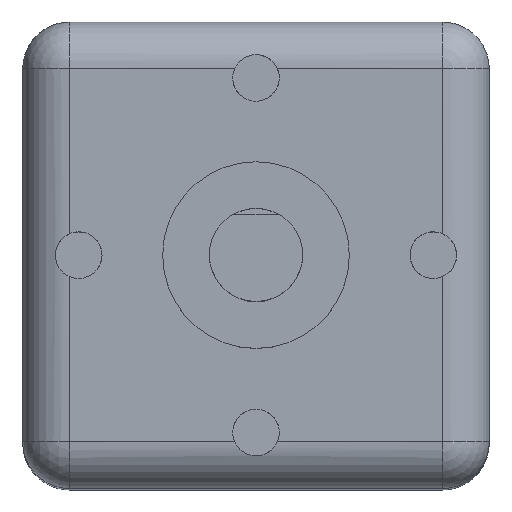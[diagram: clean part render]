
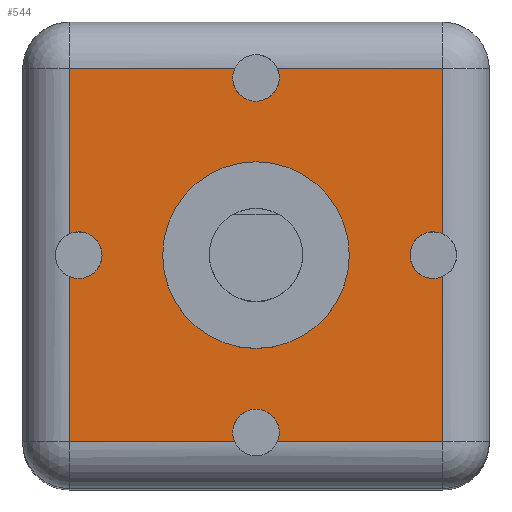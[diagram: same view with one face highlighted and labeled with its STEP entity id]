
A CAD part, top view. The second image highlights one B-rep face of the part: STEP entity #544.
In plain terms, the highlighted planar face has unit normal (0, 0, 1).
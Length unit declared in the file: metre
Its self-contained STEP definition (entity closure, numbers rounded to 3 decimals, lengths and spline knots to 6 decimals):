
#51=CIRCLE('',#599,0.0025);
#52=CIRCLE('',#600,0.0025);
#53=CIRCLE('',#601,0.0025);
#54=CIRCLE('',#602,0.0025);
#55=CIRCLE('',#603,0.01);
#109=ORIENTED_EDGE('',*,*,#261,.F.);
#110=ORIENTED_EDGE('',*,*,#262,.T.);
#111=ORIENTED_EDGE('',*,*,#263,.T.);
#112=ORIENTED_EDGE('',*,*,#264,.F.);
#113=ORIENTED_EDGE('',*,*,#265,.T.);
#114=ORIENTED_EDGE('',*,*,#266,.T.);
#115=ORIENTED_EDGE('',*,*,#267,.F.);
#116=ORIENTED_EDGE('',*,*,#268,.T.);
#117=ORIENTED_EDGE('',*,*,#269,.T.);
#118=ORIENTED_EDGE('',*,*,#270,.F.);
#119=ORIENTED_EDGE('',*,*,#271,.T.);
#120=ORIENTED_EDGE('',*,*,#272,.T.);
#121=ORIENTED_EDGE('',*,*,#273,.F.);
#261=EDGE_CURVE('',#337,#338,#51,.T.);
#262=EDGE_CURVE('',#337,#339,#381,.T.);
#263=EDGE_CURVE('',#339,#340,#382,.F.);
#264=EDGE_CURVE('',#341,#340,#52,.T.);
#265=EDGE_CURVE('',#341,#342,#383,.F.);
#266=EDGE_CURVE('',#342,#343,#384,.F.);
#267=EDGE_CURVE('',#344,#343,#53,.T.);
#268=EDGE_CURVE('',#344,#345,#385,.F.);
#269=EDGE_CURVE('',#345,#346,#386,.T.);
#270=EDGE_CURVE('',#347,#346,#54,.T.);
#271=EDGE_CURVE('',#347,#348,#387,.T.);
#272=EDGE_CURVE('',#348,#338,#388,.T.);
#273=EDGE_CURVE('',#349,#349,#55,.T.);
#337=VERTEX_POINT('',#914);
#338=VERTEX_POINT('',#915);
#339=VERTEX_POINT('',#917);
#340=VERTEX_POINT('',#919);
#341=VERTEX_POINT('',#921);
#342=VERTEX_POINT('',#923);
#343=VERTEX_POINT('',#925);
#344=VERTEX_POINT('',#927);
#345=VERTEX_POINT('',#929);
#346=VERTEX_POINT('',#931);
#347=VERTEX_POINT('',#933);
#348=VERTEX_POINT('',#935);
#349=VERTEX_POINT('',#938);
#381=LINE('',#916,#415);
#382=LINE('',#918,#416);
#383=LINE('',#922,#417);
#384=LINE('',#924,#418);
#385=LINE('',#928,#419);
#386=LINE('',#930,#420);
#387=LINE('',#934,#421);
#388=LINE('',#936,#422);
#415=VECTOR('',#708,1.);
#416=VECTOR('',#709,1.);
#417=VECTOR('',#712,1.);
#418=VECTOR('',#713,1.);
#419=VECTOR('',#716,1.);
#420=VECTOR('',#717,1.);
#421=VECTOR('',#720,1.);
#422=VECTOR('',#721,1.);
#434=EDGE_LOOP('',(#109,#110,#111,#112,#113,#114,#115,#116,#117,#118,#119,
#120));
#435=EDGE_LOOP('',(#121));
#482=FACE_BOUND('',#434,.T.);
#483=FACE_BOUND('',#435,.T.);
#530=PLANE('',#598);
#544=ADVANCED_FACE('',(#482,#483),#530,.T.);
#598=AXIS2_PLACEMENT_3D('',#912,#704,#705);
#599=AXIS2_PLACEMENT_3D('',#913,#706,#707);
#600=AXIS2_PLACEMENT_3D('',#920,#710,#711);
#601=AXIS2_PLACEMENT_3D('',#926,#714,#715);
#602=AXIS2_PLACEMENT_3D('',#932,#718,#719);
#603=AXIS2_PLACEMENT_3D('',#937,#722,#723);
#704=DIRECTION('',(0.,0.,1.));
#705=DIRECTION('',(1.,0.,0.));
#706=DIRECTION('',(0.,0.,1.));
#707=DIRECTION('',(1.,0.,0.));
#708=DIRECTION('',(-1.,0.,0.));
#709=DIRECTION('',(0.,1.,0.));
#710=DIRECTION('',(0.,0.,1.));
#711=DIRECTION('',(1.,0.,0.));
#712=DIRECTION('',(0.,1.,0.));
#713=DIRECTION('',(-1.,0.,0.));
#714=DIRECTION('',(0.,0.,1.));
#715=DIRECTION('',(1.,0.,0.));
#716=DIRECTION('',(-1.,0.,0.));
#717=DIRECTION('',(0.,1.,0.));
#718=DIRECTION('',(0.,0.,1.));
#719=DIRECTION('',(1.,0.,0.));
#720=DIRECTION('',(0.,1.,0.));
#721=DIRECTION('',(-1.,0.,0.));
#722=DIRECTION('',(0.,0.,1.));
#723=DIRECTION('',(1.,0.,0.));
#912=CARTESIAN_POINT('',(0.,0.,0.));
#913=CARTESIAN_POINT('',(0.,0.019,0.));
#914=CARTESIAN_POINT('',(-0.002291,0.02,0.));
#915=CARTESIAN_POINT('',(0.002291,0.02,0.));
#916=CARTESIAN_POINT('',(0.,0.02,0.));
#917=CARTESIAN_POINT('',(-0.02,0.02,0.));
#918=CARTESIAN_POINT('',(-0.02,-0.025,0.));
#919=CARTESIAN_POINT('',(-0.02,0.002291,0.));
#920=CARTESIAN_POINT('',(-0.019,0.,0.));
#921=CARTESIAN_POINT('',(-0.02,-0.002291,0.));
#922=CARTESIAN_POINT('',(-0.02,-0.025,0.));
#923=CARTESIAN_POINT('',(-0.02,-0.02,0.));
#924=CARTESIAN_POINT('',(0.025,-0.02,0.));
#925=CARTESIAN_POINT('',(-0.002291,-0.02,0.));
#926=CARTESIAN_POINT('',(0.,-0.019,0.));
#927=CARTESIAN_POINT('',(0.002291,-0.02,0.));
#928=CARTESIAN_POINT('',(0.025,-0.02,0.));
#929=CARTESIAN_POINT('',(0.02,-0.02,0.));
#930=CARTESIAN_POINT('',(0.02,0.,0.));
#931=CARTESIAN_POINT('',(0.02,-0.002291,0.));
#932=CARTESIAN_POINT('',(0.019,0.,0.));
#933=CARTESIAN_POINT('',(0.02,0.002291,0.));
#934=CARTESIAN_POINT('',(0.02,0.,0.));
#935=CARTESIAN_POINT('',(0.02,0.02,0.));
#936=CARTESIAN_POINT('',(0.,0.02,0.));
#937=CARTESIAN_POINT('',(0.,0.,0.));
#938=CARTESIAN_POINT('',(0.01,0.,0.));
